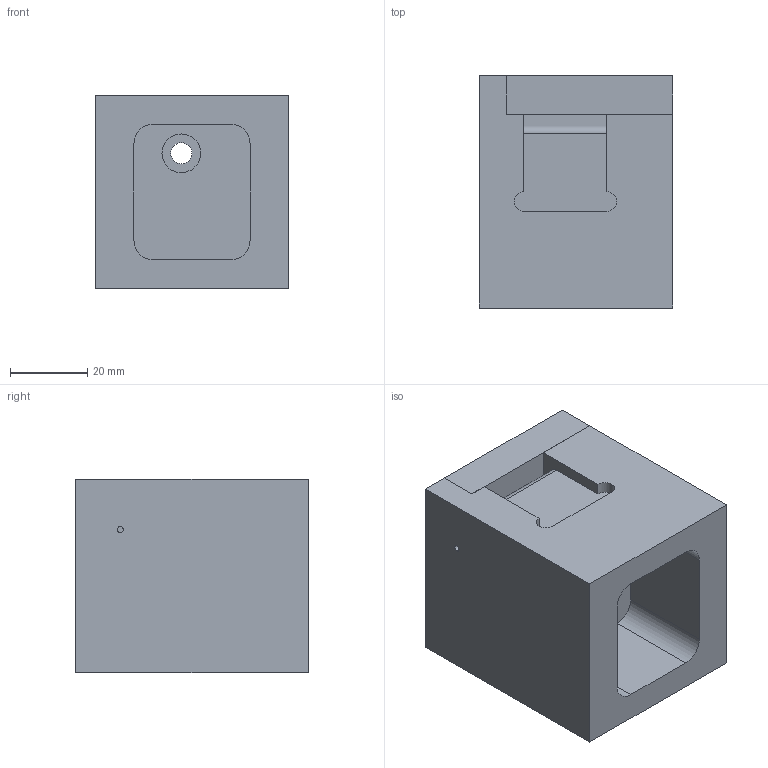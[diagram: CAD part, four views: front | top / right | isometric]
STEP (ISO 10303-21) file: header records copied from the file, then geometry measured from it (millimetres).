
FILE_DESCRIPTION((''),'2;1');
FILE_NAME('Bohrvorrichtung.stp','2013-04-11T09:53:38',('xtawpj'),(''),'Autodesk Inventor 2012','Autodesk Inventor 2012','');
FILE_SCHEMA(('AUTOMOTIVE_DESIGN { 1 0 10303 214 1 1 1 1 }'));
Length unit declared in the file: millimetre
Products named in the file (3): Baugruppe1; Bohrvorrichtung; Deckel
Assembly tree (2 placements, depth 2):
  Baugruppe1
    Bohrvorrichtung
    Deckel
Bounding box: 50 x 60 x 50 mm (x, y, z)
Volume: 118500.6 mm3; surface area: 26935.7 mm2
Topology: 2 solids, 2 shells, 52 faces, 131 edges, 87 vertices
Faces by surface type: plane 28, cylinder 21, cone 3
Full cylindrical faces by diameter (mm): 1.567 x1, 2.459 x3, 3.5 x3, 5.5 x1, 6 x3, 10 x1
Entity records: 1555 total; most frequent: DIRECTION 267, CARTESIAN_POINT 250, ORIENTED_EDGE 222, EDGE_CURVE 111, AXIS2_PLACEMENT_3D 99, EDGE_LOOP 83, VERTEX_POINT 82, VECTOR 69
